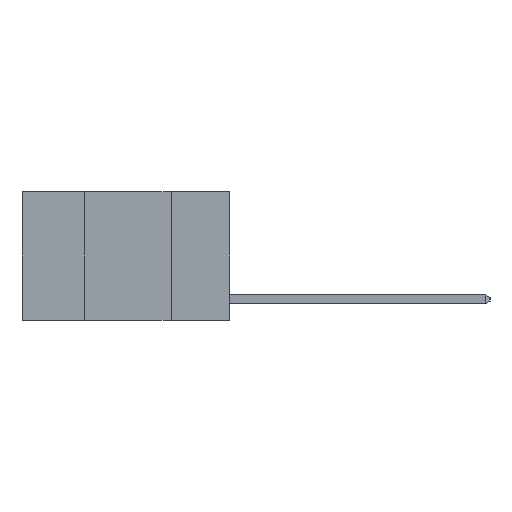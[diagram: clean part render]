
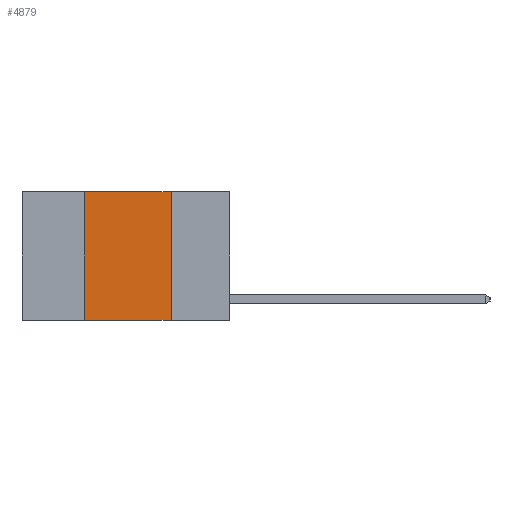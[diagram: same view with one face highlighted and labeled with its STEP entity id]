
A CAD part, left-side view. The second image highlights one B-rep face of the part: STEP entity #4879.
In plain terms, the highlighted planar face has unit normal (-1, 0, 0).
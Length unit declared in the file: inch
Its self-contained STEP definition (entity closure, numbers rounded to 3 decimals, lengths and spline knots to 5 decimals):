
#92 = LINE ( 'NONE', #4024, #1842 ) ;
#104 = EDGE_LOOP ( 'NONE', ( #2268, #6797, #288, #5866 ) ) ;
#121 = CARTESIAN_POINT ( 'NONE',  ( 0., 0.6, -0.37 ) ) ;
#288 = ORIENTED_EDGE ( 'NONE', *, *, #1211, .F. ) ;
#937 = VECTOR ( 'NONE', #6873, 39.37008 ) ;
#1134 = VERTEX_POINT ( 'NONE', #7440 ) ;
#1211 = EDGE_CURVE ( 'NONE', #9259, #4085, #92, .T. ) ;
#1283 = EDGE_CURVE ( 'NONE', #4085, #9388, #1306, .T. ) ;
#1306 = LINE ( 'NONE', #1782, #3651 ) ;
#1399 = DIRECTION ( 'NONE',  ( 0., -1., 0. ) ) ;
#1782 = CARTESIAN_POINT ( 'NONE',  ( 0., 0.6, 0. ) ) ;
#1842 = VECTOR ( 'NONE', #5843, 39.37008 ) ;
#2268 = ORIENTED_EDGE ( 'NONE', *, *, #10322, .F. ) ;
#2317 = DIRECTION ( 'NONE',  ( 0., 0., -1. ) ) ;
#3651 = VECTOR ( 'NONE', #1399, 39.37008 ) ;
#4024 = CARTESIAN_POINT ( 'NONE',  ( 0., 0.42, 0. ) ) ;
#4085 = VERTEX_POINT ( 'NONE', #4435 ) ;
#4435 = CARTESIAN_POINT ( 'NONE',  ( 0., 0.42, 0. ) ) ;
#4879 = ADVANCED_FACE ( 'NONE', ( #11029 ), #6825, .F. ) ;
#5110 = CARTESIAN_POINT ( 'NONE',  ( 0., 0.6, 0. ) ) ;
#5533 = AXIS2_PLACEMENT_3D ( 'NONE', #5110, #7667, #2317 ) ;
#5843 = DIRECTION ( 'NONE',  ( 0., 0., 1. ) ) ;
#5866 = ORIENTED_EDGE ( 'NONE', *, *, #8923, .T. ) ;
#6344 = DIRECTION ( 'NONE',  ( 0., -1., 0. ) ) ;
#6784 = CARTESIAN_POINT ( 'NONE',  ( 0., 0.17, 0. ) ) ;
#6797 = ORIENTED_EDGE ( 'NONE', *, *, #1283, .F. ) ;
#6825 = PLANE ( 'NONE',  #5533 ) ;
#6873 = DIRECTION ( 'NONE',  ( 0., 0., -1. ) ) ;
#7440 = CARTESIAN_POINT ( 'NONE',  ( 0., 0.17, -0.37 ) ) ;
#7523 = CARTESIAN_POINT ( 'NONE',  ( 0., 0.42, -0.37 ) ) ;
#7667 = DIRECTION ( 'NONE',  ( 1., 0., 0. ) ) ;
#7854 = VECTOR ( 'NONE', #6344, 39.37008 ) ;
#8923 = EDGE_CURVE ( 'NONE', #9259, #1134, #10055, .T. ) ;
#9259 = VERTEX_POINT ( 'NONE', #7523 ) ;
#9370 = CARTESIAN_POINT ( 'NONE',  ( 0., 0.17, 0. ) ) ;
#9388 = VERTEX_POINT ( 'NONE', #6784 ) ;
#9907 = LINE ( 'NONE', #9370, #937 ) ;
#10055 = LINE ( 'NONE', #121, #7854 ) ;
#10322 = EDGE_CURVE ( 'NONE', #9388, #1134, #9907, .T. ) ;
#11029 = FACE_OUTER_BOUND ( 'NONE', #104, .T. ) ;
